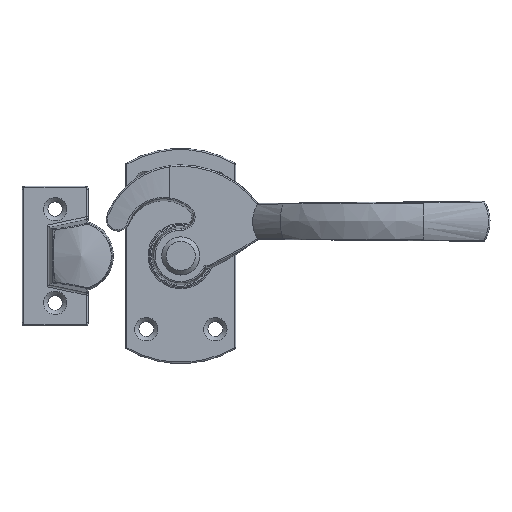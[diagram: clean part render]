
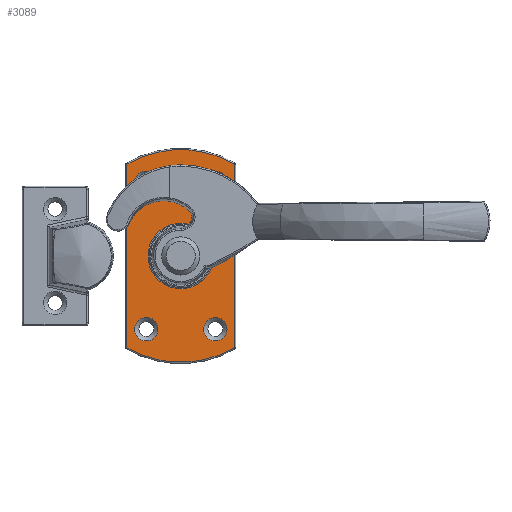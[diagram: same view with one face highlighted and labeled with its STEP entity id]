
A CAD part, top view. The second image highlights one B-rep face of the part: STEP entity #3089.
In plain terms, the highlighted planar face has unit normal (0, 0, 1).
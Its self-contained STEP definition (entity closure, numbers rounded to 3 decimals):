
#213=FACE_BOUND('',#770,.T.);
#214=FACE_BOUND('',#771,.T.);
#215=FACE_BOUND('',#772,.T.);
#216=FACE_BOUND('',#773,.T.);
#217=FACE_BOUND('',#774,.T.);
#304=CIRCLE('',#3318,38.5);
#314=CIRCLE('',#3334,38.5);
#322=CIRCLE('',#3347,11.866);
#323=CIRCLE('',#3348,4.25);
#324=CIRCLE('',#3349,4.25);
#325=CIRCLE('',#3350,4.25);
#326=CIRCLE('',#3351,4.25);
#562=FACE_OUTER_BOUND('',#769,.T.);
#769=EDGE_LOOP('',(#2282,#2283,#2284,#2285));
#770=EDGE_LOOP('',(#2286));
#771=EDGE_LOOP('',(#2287));
#772=EDGE_LOOP('',(#2288));
#773=EDGE_LOOP('',(#2289));
#774=EDGE_LOOP('',(#2290));
#1027=LINE('',#4796,#1202);
#1029=LINE('',#4802,#1204);
#1202=VECTOR('',#3856,66.393);
#1204=VECTOR('',#3866,66.393);
#1369=VERTEX_POINT('',#4741);
#1374=VERTEX_POINT('',#4754);
#1379=VERTEX_POINT('',#4770);
#1384=VERTEX_POINT('',#4783);
#1393=VERTEX_POINT('',#4821);
#1394=VERTEX_POINT('',#4823);
#1395=VERTEX_POINT('',#4825);
#1396=VERTEX_POINT('',#4827);
#1397=VERTEX_POINT('',#4829);
#1702=EDGE_CURVE('',#1369,#1374,#304,.T.);
#1716=EDGE_CURVE('',#1374,#1384,#1027,.T.);
#1718=EDGE_CURVE('',#1384,#1379,#314,.T.);
#1720=EDGE_CURVE('',#1379,#1369,#1029,.T.);
#1730=EDGE_CURVE('',#1393,#1393,#322,.T.);
#1731=EDGE_CURVE('',#1394,#1394,#323,.T.);
#1732=EDGE_CURVE('',#1395,#1395,#324,.T.);
#1733=EDGE_CURVE('',#1396,#1396,#325,.T.);
#1734=EDGE_CURVE('',#1397,#1397,#326,.T.);
#2282=ORIENTED_EDGE('',*,*,#1702,.F.);
#2283=ORIENTED_EDGE('',*,*,#1720,.F.);
#2284=ORIENTED_EDGE('',*,*,#1718,.F.);
#2285=ORIENTED_EDGE('',*,*,#1716,.F.);
#2286=ORIENTED_EDGE('',*,*,#1730,.F.);
#2287=ORIENTED_EDGE('',*,*,#1731,.T.);
#2288=ORIENTED_EDGE('',*,*,#1732,.T.);
#2289=ORIENTED_EDGE('',*,*,#1733,.T.);
#2290=ORIENTED_EDGE('',*,*,#1734,.T.);
#3001=PLANE('',#3346);
#3089=ADVANCED_FACE('',(#562,#213,#214,#215,#216,#217),#3001,.T.);
#3318=AXIS2_PLACEMENT_3D('',#4767,#3823,#3824);
#3334=AXIS2_PLACEMENT_3D('',#4799,#3861,#3862);
#3346=AXIS2_PLACEMENT_3D('',#4820,#3889,#3890);
#3347=AXIS2_PLACEMENT_3D('',#4822,#3891,#3892);
#3348=AXIS2_PLACEMENT_3D('',#4824,#3893,#3894);
#3349=AXIS2_PLACEMENT_3D('',#4826,#3895,#3896);
#3350=AXIS2_PLACEMENT_3D('',#4828,#3897,#3898);
#3351=AXIS2_PLACEMENT_3D('',#4830,#3899,#3900);
#3823=DIRECTION('center_axis',(0.,0.,-1.));
#3824=DIRECTION('ref_axis',(0.,1.,0.));
#3856=DIRECTION('',(0.,-1.,0.));
#3861=DIRECTION('center_axis',(0.,0.,-1.));
#3862=DIRECTION('ref_axis',(0.,-1.,0.));
#3866=DIRECTION('',(0.,1.,0.));
#3889=DIRECTION('center_axis',(0.,0.,1.));
#3890=DIRECTION('ref_axis',(1.,0.,0.));
#3891=DIRECTION('center_axis',(0.,0.,1.));
#3892=DIRECTION('ref_axis',(-1.,0.,0.));
#3893=DIRECTION('center_axis',(0.,0.,-1.));
#3894=DIRECTION('ref_axis',(1.,0.,0.));
#3895=DIRECTION('center_axis',(0.,0.,-1.));
#3896=DIRECTION('ref_axis',(1.,0.,0.));
#3897=DIRECTION('center_axis',(0.,0.,-1.));
#3898=DIRECTION('ref_axis',(1.,0.,0.));
#3899=DIRECTION('center_axis',(0.,0.,-1.));
#3900=DIRECTION('ref_axis',(1.,0.,0.));
#4741=CARTESIAN_POINT('',(-19.5,33.196,5.));
#4754=CARTESIAN_POINT('',(19.5,33.196,5.));
#4767=CARTESIAN_POINT('Origin',(0.,0.,5.));
#4770=CARTESIAN_POINT('',(-19.5,-33.196,5.));
#4783=CARTESIAN_POINT('',(19.5,-33.196,5.));
#4796=CARTESIAN_POINT('',(19.5,16.741,5.));
#4799=CARTESIAN_POINT('Origin',(0.,0.,5.));
#4802=CARTESIAN_POINT('',(-19.5,-16.741,5.));
#4820=CARTESIAN_POINT('Origin',(0.,0.,
5.));
#4821=CARTESIAN_POINT('',(11.866,0.,5.));
#4822=CARTESIAN_POINT('Origin',(0.,0.,5.));
#4823=CARTESIAN_POINT('',(8.25,-26.5,5.));
#4824=CARTESIAN_POINT('Origin',(12.5,-26.5,5.));
#4825=CARTESIAN_POINT('',(-16.75,-26.5,5.));
#4826=CARTESIAN_POINT('Origin',(-12.5,-26.5,5.));
#4827=CARTESIAN_POINT('',(8.25,26.5,5.));
#4828=CARTESIAN_POINT('Origin',(12.5,26.5,5.));
#4829=CARTESIAN_POINT('',(-16.75,26.5,5.));
#4830=CARTESIAN_POINT('Origin',(-12.5,26.5,5.));
